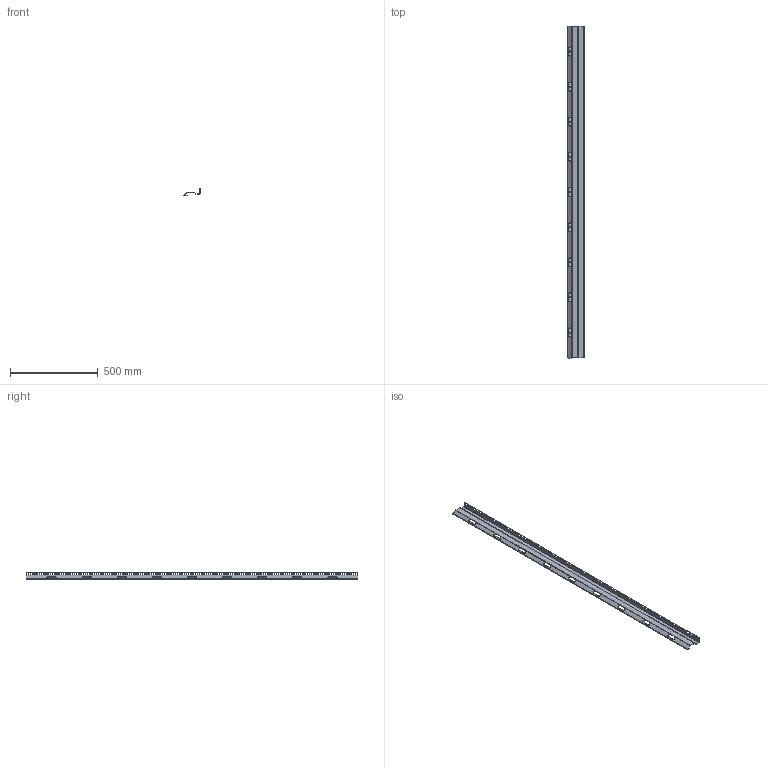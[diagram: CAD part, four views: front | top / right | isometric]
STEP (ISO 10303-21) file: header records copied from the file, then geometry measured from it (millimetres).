
FILE_DESCRIPTION (( 'STEP AP214' ), '1' );
FILE_NAME ('947.020.STEP', '2024-10-04T11:48:42', ( '' ), ( '' ), 'SwSTEP 2.0', 'SolidWorks 2021', '' );
FILE_SCHEMA (( 'AUTOMOTIVE_DESIGN' ));
Length unit declared in the file: millimetre
Products named in the file (1): 947.020
Bounding box: 91.28 x 1890 x 40.5 mm (x, y, z)
Volume: 387487.8 mm3; surface area: 533534.4 mm2
Topology: 1 solids, 1 shells, 731 faces, 2147 edges, 1418 vertices
Faces by surface type: plane 676, cylinder 55
Entity records: 24541 total; most frequent: CARTESIAN_POINT 4297, ORIENTED_EDGE 4294, DIRECTION 3721, EDGE_CURVE 2147, VECTOR 2037, LINE 2037, VERTEX_POINT 1418, EDGE_LOOP 1069
